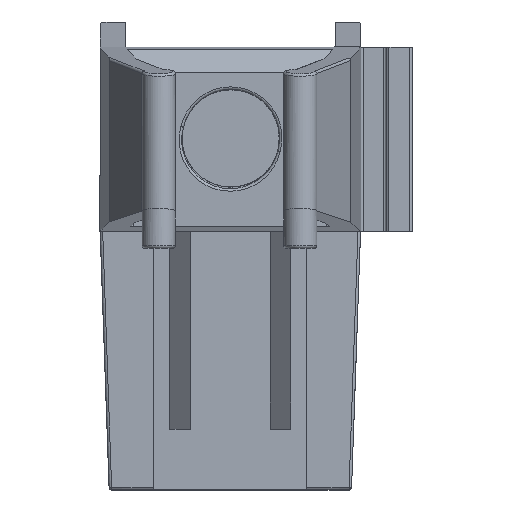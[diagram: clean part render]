
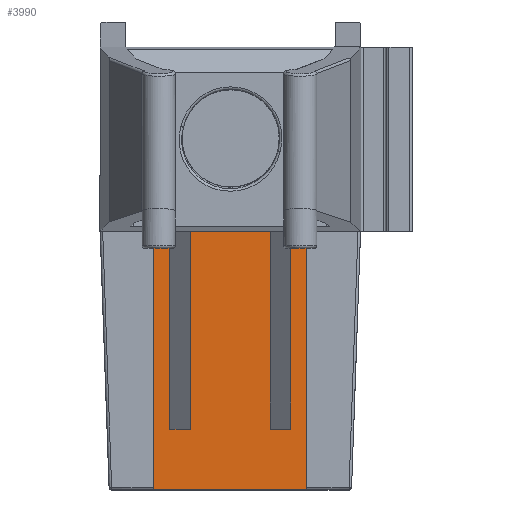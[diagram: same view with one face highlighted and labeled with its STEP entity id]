
A CAD part, top view. The second image highlights one B-rep face of the part: STEP entity #3990.
In plain terms, the highlighted planar face has unit normal (0, 0, 1).
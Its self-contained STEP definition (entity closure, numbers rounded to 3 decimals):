
#239=PLANE('',#4316);
#436=FACE_OUTER_BOUND('',#673,.T.);
#673=EDGE_LOOP('',(#3258,#3259,#3260,#3261,#3262,#3263,#3264,#3265,#3266,
#3267,#3268,#3269));
#837=LINE('',#5731,#1243);
#841=LINE('',#5739,#1247);
#845=LINE('',#5747,#1251);
#1020=LINE('',#6661,#1426);
#1028=LINE('',#6678,#1434);
#1032=LINE('',#6686,#1438);
#1033=LINE('',#6688,#1439);
#1034=LINE('',#6689,#1440);
#1035=LINE('',#6691,#1441);
#1036=LINE('',#6692,#1442);
#1037=LINE('',#6694,#1443);
#1038=LINE('',#6695,#1444);
#1243=VECTOR('',#4550,0.642);
#1247=VECTOR('',#4554,3.119);
#1251=VECTOR('',#4558,0.639);
#1426=VECTOR('',#5073,7.727);
#1434=VECTOR('',#5091,7.727);
#1438=VECTOR('',#5101,10.09);
#1439=VECTOR('',#5102,6.);
#1440=VECTOR('',#5103,10.09);
#1441=VECTOR('',#5104,0.8);
#1442=VECTOR('',#5105,7.727);
#1443=VECTOR('',#5106,7.727);
#1444=VECTOR('',#5107,0.8);
#1763=VERTEX_POINT('',#5728);
#1764=VERTEX_POINT('',#5730);
#1767=VERTEX_POINT('',#5736);
#1768=VERTEX_POINT('',#5738);
#1771=VERTEX_POINT('',#5744);
#1772=VERTEX_POINT('',#5746);
#1954=VERTEX_POINT('',#6660);
#1958=VERTEX_POINT('',#6677);
#1959=VERTEX_POINT('',#6685);
#1960=VERTEX_POINT('',#6687);
#1961=VERTEX_POINT('',#6690);
#1962=VERTEX_POINT('',#6693);
#2149=EDGE_CURVE('',#1764,#1763,#837,.T.);
#2153=EDGE_CURVE('',#1767,#1768,#841,.T.);
#2157=EDGE_CURVE('',#1772,#1771,#845,.T.);
#2431=EDGE_CURVE('',#1954,#1764,#1020,.T.);
#2439=EDGE_CURVE('',#1958,#1771,#1028,.T.);
#2443=EDGE_CURVE('',#1763,#1959,#1032,.T.);
#2444=EDGE_CURVE('',#1959,#1960,#1033,.T.);
#2445=EDGE_CURVE('',#1960,#1772,#1034,.T.);
#2446=EDGE_CURVE('',#1958,#1961,#1035,.T.);
#2447=EDGE_CURVE('',#1961,#1768,#1036,.T.);
#2448=EDGE_CURVE('',#1767,#1962,#1037,.T.);
#2449=EDGE_CURVE('',#1962,#1954,#1038,.T.);
#3258=ORIENTED_EDGE('',*,*,#2443,.T.);
#3259=ORIENTED_EDGE('',*,*,#2444,.T.);
#3260=ORIENTED_EDGE('',*,*,#2445,.T.);
#3261=ORIENTED_EDGE('',*,*,#2157,.T.);
#3262=ORIENTED_EDGE('',*,*,#2439,.F.);
#3263=ORIENTED_EDGE('',*,*,#2446,.T.);
#3264=ORIENTED_EDGE('',*,*,#2447,.T.);
#3265=ORIENTED_EDGE('',*,*,#2153,.F.);
#3266=ORIENTED_EDGE('',*,*,#2448,.T.);
#3267=ORIENTED_EDGE('',*,*,#2449,.T.);
#3268=ORIENTED_EDGE('',*,*,#2431,.T.);
#3269=ORIENTED_EDGE('',*,*,#2149,.T.);
#3990=ADVANCED_FACE('',(#436),#239,.T.);
#4316=AXIS2_PLACEMENT_3D('',#6684,#5099,#5100);
#4550=DIRECTION('',(1.,0.,0.));
#4554=DIRECTION('',(-1.,0.,0.));
#4558=DIRECTION('',(1.,0.,0.));
#5073=DIRECTION('',(0.,-1.,0.));
#5091=DIRECTION('',(0.,-1.,0.));
#5099=DIRECTION('center_axis',(0.,0.,1.));
#5100=DIRECTION('ref_axis',(1.,0.,0.));
#5101=DIRECTION('',(0.,1.,0.));
#5102=DIRECTION('',(-1.,0.,0.));
#5103=DIRECTION('',(0.,-1.,0.));
#5104=DIRECTION('',(1.,0.,0.));
#5105=DIRECTION('',(0.,-1.,0.));
#5106=DIRECTION('',(0.,1.,0.));
#5107=DIRECTION('',(1.,0.,0.));
#5728=CARTESIAN_POINT('',(8.105,7.2,6.51));
#5730=CARTESIAN_POINT('',(7.463,7.2,6.51));
#5731=CARTESIAN_POINT('',(2.105,7.2,6.51));
#5736=CARTESIAN_POINT('',(6.663,7.2,6.51));
#5738=CARTESIAN_POINT('',(3.544,7.2,6.51));
#5739=CARTESIAN_POINT('',(0.,7.2,6.51));
#5744=CARTESIAN_POINT('',(2.744,7.2,6.51));
#5746=CARTESIAN_POINT('',(2.105,7.2,6.51));
#5747=CARTESIAN_POINT('',(2.105,7.2,6.51));
#6660=CARTESIAN_POINT('',(7.463,14.927,6.51));
#6661=CARTESIAN_POINT('',(7.463,3.554,6.51));
#6677=CARTESIAN_POINT('',(2.744,14.927,6.51));
#6678=CARTESIAN_POINT('',(2.744,3.554,6.51));
#6684=CARTESIAN_POINT('Origin',(2.105,7.19,6.51));
#6685=CARTESIAN_POINT('',(8.105,17.29,6.51));
#6686=CARTESIAN_POINT('',(8.105,7.19,6.51));
#6687=CARTESIAN_POINT('',(2.105,17.29,6.51));
#6688=CARTESIAN_POINT('',(2.105,17.29,6.51));
#6689=CARTESIAN_POINT('',(2.105,7.19,6.51));
#6690=CARTESIAN_POINT('',(3.544,14.927,6.51));
#6691=CARTESIAN_POINT('',(2.105,14.927,6.51));
#6692=CARTESIAN_POINT('',(3.544,7.19,6.51));
#6693=CARTESIAN_POINT('',(6.663,14.927,6.51));
#6694=CARTESIAN_POINT('',(6.663,7.19,6.51));
#6695=CARTESIAN_POINT('',(2.105,14.927,6.51));
